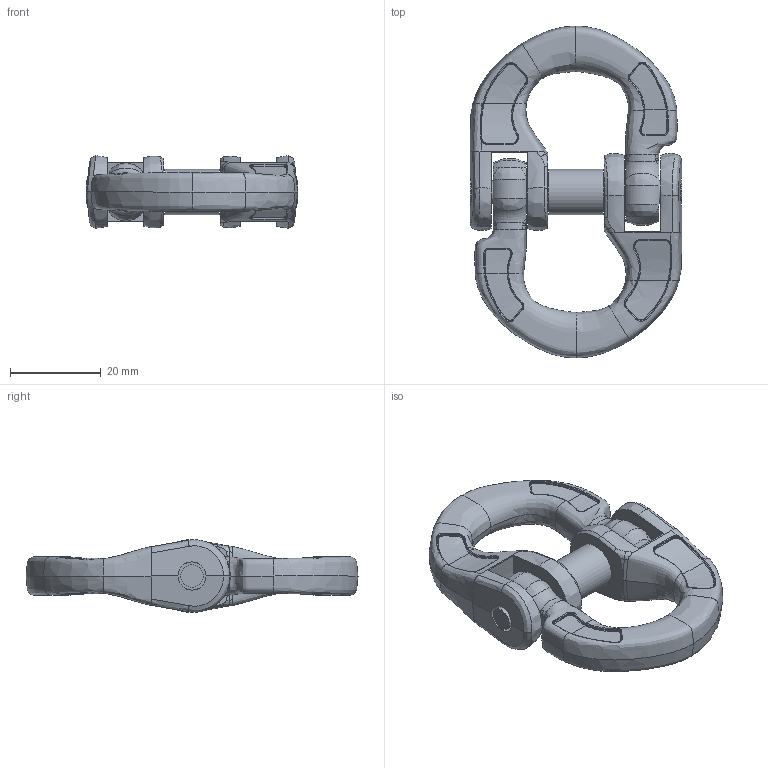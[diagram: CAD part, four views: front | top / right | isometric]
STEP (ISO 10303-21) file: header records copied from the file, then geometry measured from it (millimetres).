
FILE_DESCRIPTION(/* description */ (''),/* implementation_level */ '2;1');
FILE_NAME(/* name */ 'pewag_CW_7.stp',/* time_stamp */ '2024-01-22T11:01:01+01:00',/* author */ (''),/* organization */ (''),/* preprocessor_version */ 'ST-DEVELOPER v16',/* originating_system */ 'SIEMENS PLM Software NX 11.0',/* authorisation */ '');
FILE_SCHEMA (('AUTOMOTIVE_DESIGN { 1 0 10303 214 3 1 1 1 }'));
Length unit declared in the file: millimetre
Products named in the file (1): RSD3B78E4D7nht7
Bounding box: 46.5 x 73 x 15.95 mm (x, y, z)
Volume: 16973.6 mm3; surface area: 10059.5 mm2
Topology: 4 solids, 4 shells, 495 faces, 1196 edges, 695 vertices
Faces by surface type: bspline 334, cylinder 99, plane 54, torus 4, extrusion 4
Full cylindrical faces by diameter (mm): 5 x2, 6.2 x6, 10 x1
Entity records: 47330 total; most frequent: CARTESIAN_POINT 38498, ORIENTED_EDGE 2344, EDGE_CURVE 1172, DIRECTION 1050, B_SPLINE_CURVE_WITH_KNOTS 740, VERTEX_POINT 692, EDGE_LOOP 516, ADVANCED_FACE 495
